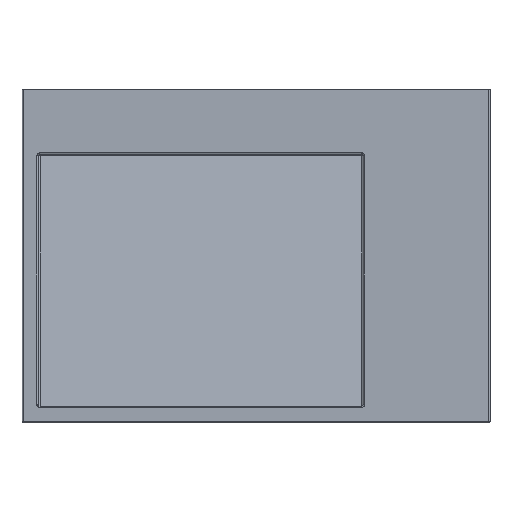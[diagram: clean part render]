
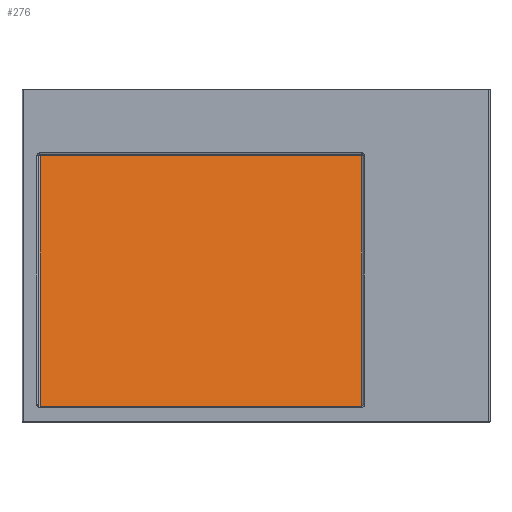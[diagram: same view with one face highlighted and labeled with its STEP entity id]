
A CAD part, top view. The second image highlights one B-rep face of the part: STEP entity #276.
In plain terms, the highlighted planar face has unit normal (0, 0.156, 0.988).
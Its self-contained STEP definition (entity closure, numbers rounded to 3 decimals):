
#276=ADVANCED_FACE('',(#720),#433,.F.);
#433=PLANE('',#3698);
#720=FACE_OUTER_BOUND('',#947,.T.);
#947=EDGE_LOOP('',(#1660,#1661,#1662,#1663,#1664,#1665,#1666,#1667,#1668,
#1669,#1670,#1671,#1672,#1673,#1674,#1675,#1676,#1677));
#1660=ORIENTED_EDGE('',*,*,#2669,.F.);
#1661=ORIENTED_EDGE('',*,*,#2690,.F.);
#1662=ORIENTED_EDGE('',*,*,#2665,.F.);
#1663=ORIENTED_EDGE('',*,*,#2691,.F.);
#1664=ORIENTED_EDGE('',*,*,#2661,.F.);
#1665=ORIENTED_EDGE('',*,*,#2692,.F.);
#1666=ORIENTED_EDGE('',*,*,#2657,.F.);
#1667=ORIENTED_EDGE('',*,*,#2693,.F.);
#1668=ORIENTED_EDGE('',*,*,#2653,.F.);
#1669=ORIENTED_EDGE('',*,*,#2694,.F.);
#1670=ORIENTED_EDGE('',*,*,#2649,.F.);
#1671=ORIENTED_EDGE('',*,*,#2695,.F.);
#1672=ORIENTED_EDGE('',*,*,#2645,.F.);
#1673=ORIENTED_EDGE('',*,*,#2696,.T.);
#1674=ORIENTED_EDGE('',*,*,#2612,.F.);
#1675=ORIENTED_EDGE('',*,*,#2697,.T.);
#1676=ORIENTED_EDGE('',*,*,#2673,.F.);
#1677=ORIENTED_EDGE('',*,*,#2698,.F.);
#2225=VERTEX_POINT('',#5517);
#2228=VERTEX_POINT('',#5522);
#2253=VERTEX_POINT('',#5586);
#2254=VERTEX_POINT('',#5588);
#2255=VERTEX_POINT('',#5592);
#2256=VERTEX_POINT('',#5594);
#2257=VERTEX_POINT('',#5598);
#2258=VERTEX_POINT('',#5600);
#2259=VERTEX_POINT('',#5604);
#2260=VERTEX_POINT('',#5606);
#2261=VERTEX_POINT('',#5610);
#2262=VERTEX_POINT('',#5612);
#2263=VERTEX_POINT('',#5616);
#2264=VERTEX_POINT('',#5618);
#2265=VERTEX_POINT('',#5622);
#2266=VERTEX_POINT('',#5624);
#2267=VERTEX_POINT('',#5628);
#2268=VERTEX_POINT('',#5630);
#2612=EDGE_CURVE('',#2228,#2225,#3032,.T.);
#2645=EDGE_CURVE('',#2253,#2254,#3058,.T.);
#2649=EDGE_CURVE('',#2255,#2256,#3062,.T.);
#2653=EDGE_CURVE('',#2257,#2258,#3066,.T.);
#2657=EDGE_CURVE('',#2259,#2260,#3070,.T.);
#2661=EDGE_CURVE('',#2261,#2262,#3074,.T.);
#2665=EDGE_CURVE('',#2263,#2264,#3078,.T.);
#2669=EDGE_CURVE('',#2265,#2266,#3082,.T.);
#2673=EDGE_CURVE('',#2267,#2268,#3086,.T.);
#2690=EDGE_CURVE('',#2264,#2265,#3102,.T.);
#2691=EDGE_CURVE('',#2262,#2263,#3103,.T.);
#2692=EDGE_CURVE('',#2260,#2261,#3104,.T.);
#2693=EDGE_CURVE('',#2258,#2259,#3105,.T.);
#2694=EDGE_CURVE('',#2256,#2257,#3106,.T.);
#2695=EDGE_CURVE('',#2254,#2255,#3107,.T.);
#2696=EDGE_CURVE('',#2253,#2225,#3108,.T.);
#2697=EDGE_CURVE('',#2228,#2268,#3109,.T.);
#2698=EDGE_CURVE('',#2266,#2267,#3110,.T.);
#3032=LINE('',#5523,#3412);
#3058=LINE('',#5587,#3438);
#3062=LINE('',#5593,#3442);
#3066=LINE('',#5599,#3446);
#3070=LINE('',#5605,#3450);
#3074=LINE('',#5611,#3454);
#3078=LINE('',#5617,#3458);
#3082=LINE('',#5623,#3462);
#3086=LINE('',#5629,#3466);
#3102=LINE('',#5663,#3482);
#3103=LINE('',#5664,#3483);
#3104=LINE('',#5665,#3484);
#3105=LINE('',#5666,#3485);
#3106=LINE('',#5667,#3486);
#3107=LINE('',#5668,#3487);
#3108=LINE('',#5669,#3488);
#3109=LINE('',#5670,#3489);
#3110=LINE('',#5671,#3490);
#3412=VECTOR('',#4350,1.);
#3438=VECTOR('',#4402,1.);
#3442=VECTOR('',#4406,1.);
#3446=VECTOR('',#4410,1.);
#3450=VECTOR('',#4414,1.);
#3454=VECTOR('',#4418,1.);
#3458=VECTOR('',#4422,1.);
#3462=VECTOR('',#4426,1.);
#3466=VECTOR('',#4430,1.);
#3482=VECTOR('',#4464,1.);
#3483=VECTOR('',#4465,1.);
#3484=VECTOR('',#4466,1.);
#3485=VECTOR('',#4467,1.);
#3486=VECTOR('',#4468,1.);
#3487=VECTOR('',#4469,1.);
#3488=VECTOR('',#4470,1.);
#3489=VECTOR('',#4471,1.);
#3490=VECTOR('',#4472,1.);
#3698=AXIS2_PLACEMENT_3D('',#5672,#4473,#4474);
#4350=DIRECTION('',(-1.,0.,0.));
#4402=DIRECTION('',(1.,0.,0.));
#4406=DIRECTION('',(1.,0.,0.));
#4410=DIRECTION('',(1.,0.,0.));
#4414=DIRECTION('',(1.,0.,0.));
#4418=DIRECTION('',(1.,0.,0.));
#4422=DIRECTION('',(1.,0.,0.));
#4426=DIRECTION('',(1.,0.,0.));
#4430=DIRECTION('',(1.,0.,0.));
#4464=DIRECTION('',(1.,0.,0.));
#4465=DIRECTION('',(1.,0.,0.));
#4466=DIRECTION('',(1.,0.,0.));
#4467=DIRECTION('',(1.,0.,0.));
#4468=DIRECTION('',(1.,0.,0.));
#4469=DIRECTION('',(1.,0.,0.));
#4470=DIRECTION('',(0.,-0.988,0.156));
#4471=DIRECTION('',(0.,0.988,-0.156));
#4472=DIRECTION('',(1.,0.,0.));
#4473=DIRECTION('',(0.,-0.156,-0.988));
#4474=DIRECTION('',(0.,0.988,-0.156));
#5517=CARTESIAN_POINT('',(1166.5,-27.,-68.243));
#5522=CARTESIAN_POINT('',(1660.5,-27.,-68.243));
#5523=CARTESIAN_POINT('',(1663.5,-27.,-68.243));
#5586=CARTESIAN_POINT('',(1166.5,358.988,-129.377));
#5587=CARTESIAN_POINT('',(1199.5,358.988,-129.377));
#5588=CARTESIAN_POINT('',(1192.5,358.988,-129.377));
#5592=CARTESIAN_POINT('',(1212.5,358.988,-129.377));
#5593=CARTESIAN_POINT('',(1199.5,358.988,-129.377));
#5594=CARTESIAN_POINT('',(1263.5,358.988,-129.377));
#5598=CARTESIAN_POINT('',(1283.5,358.988,-129.377));
#5599=CARTESIAN_POINT('',(1199.5,358.988,-129.377));
#5600=CARTESIAN_POINT('',(1333.5,358.988,-129.377));
#5604=CARTESIAN_POINT('',(1353.5,358.988,-129.377));
#5605=CARTESIAN_POINT('',(1199.5,358.988,-129.377));
#5606=CARTESIAN_POINT('',(1403.5,358.988,-129.377));
#5610=CARTESIAN_POINT('',(1423.5,358.988,-129.377));
#5611=CARTESIAN_POINT('',(1199.5,358.988,-129.377));
#5612=CARTESIAN_POINT('',(1473.5,358.988,-129.377));
#5616=CARTESIAN_POINT('',(1493.5,358.988,-129.377));
#5617=CARTESIAN_POINT('',(1199.5,358.988,-129.377));
#5618=CARTESIAN_POINT('',(1543.5,358.988,-129.377));
#5622=CARTESIAN_POINT('',(1563.5,358.988,-129.377));
#5623=CARTESIAN_POINT('',(1199.5,358.988,-129.377));
#5624=CARTESIAN_POINT('',(1613.5,358.988,-129.377));
#5628=CARTESIAN_POINT('',(1633.5,358.988,-129.377));
#5629=CARTESIAN_POINT('',(1199.5,358.988,-129.377));
#5630=CARTESIAN_POINT('',(1660.5,358.988,-129.377));
#5663=CARTESIAN_POINT('',(1543.5,358.988,-129.377));
#5664=CARTESIAN_POINT('',(1473.5,358.988,-129.377));
#5665=CARTESIAN_POINT('',(1403.5,358.988,-129.377));
#5666=CARTESIAN_POINT('',(1333.5,358.988,-129.377));
#5667=CARTESIAN_POINT('',(1263.5,358.988,-129.377));
#5668=CARTESIAN_POINT('',(1192.5,358.988,-129.377));
#5669=CARTESIAN_POINT('',(1166.5,374.132,-131.776));
#5670=CARTESIAN_POINT('',(1660.5,374.132,-131.776));
#5671=CARTESIAN_POINT('',(1613.5,358.988,-129.377));
#5672=CARTESIAN_POINT('',(1199.5,374.132,-131.776));
